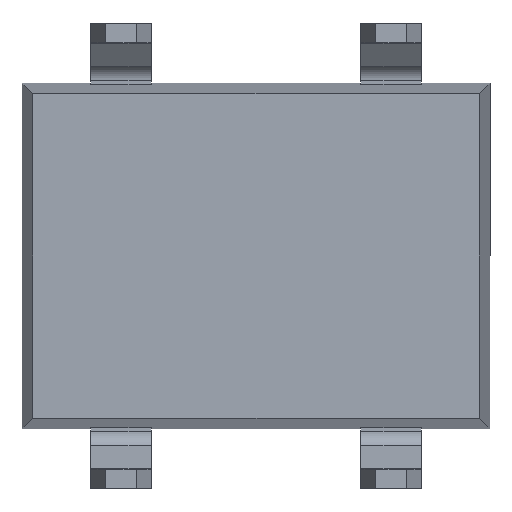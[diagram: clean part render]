
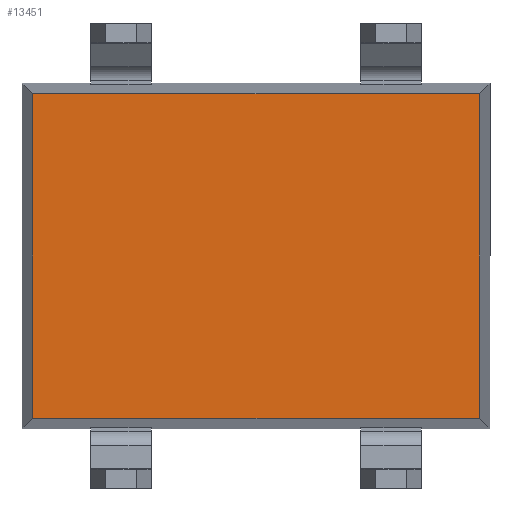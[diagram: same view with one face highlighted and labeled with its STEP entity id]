
A CAD part, front view. The second image highlights one B-rep face of the part: STEP entity #13451.
In plain terms, the highlighted planar face has unit normal (0, -1, 0).
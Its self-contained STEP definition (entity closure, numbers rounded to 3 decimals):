
#164 = DIRECTION ( 'NONE',  ( 0., 0., 1. ) ) ;
#205 = CARTESIAN_POINT ( 'NONE',  ( -1.657, 1.27, 0. ) ) ;
#382 = LINE ( 'NONE', #18456, #15360 ) ;
#2062 = EDGE_LOOP ( 'NONE', ( #17406, #14735, #9638, #17209 ) ) ;
#2978 = CARTESIAN_POINT ( 'NONE',  ( -1.657, 1.27, -7.238 ) ) ;
#3136 = VERTEX_POINT ( 'NONE', #2978 ) ;
#3322 = FACE_OUTER_BOUND ( 'NONE', #2062, .T. ) ;
#3741 = DIRECTION ( 'NONE',  ( 0., 1., 0. ) ) ;
#4325 = VERTEX_POINT ( 'NONE', #16761 ) ;
#4887 = LINE ( 'NONE', #14903, #17328 ) ;
#5090 = DIRECTION ( 'NONE',  ( 0., 0., 1. ) ) ;
#5210 = LINE ( 'NONE', #205, #14148 ) ;
#5291 = AXIS2_PLACEMENT_3D ( 'NONE', #11857, #3741, #164 ) ;
#6658 = VERTEX_POINT ( 'NONE', #13978 ) ;
#7015 = DIRECTION ( 'NONE',  ( -1., 0., 0. ) ) ;
#7070 = EDGE_CURVE ( 'NONE', #14697, #4325, #4887, .T. ) ;
#9638 = ORIENTED_EDGE ( 'NONE', *, *, #17103, .T. ) ;
#11802 = DIRECTION ( 'NONE',  ( 0., 0., -1. ) ) ;
#11816 = CARTESIAN_POINT ( 'NONE',  ( 6.737, 1.27, -7.238 ) ) ;
#11857 = CARTESIAN_POINT ( 'NONE',  ( 0., 1.27, 0. ) ) ;
#12362 = EDGE_CURVE ( 'NONE', #3136, #14697, #382, .T. ) ;
#13451 = ADVANCED_FACE ( 'NONE', ( #3322 ), #21365, .F. ) ;
#13978 = CARTESIAN_POINT ( 'NONE',  ( -1.657, 1.27, -1.144 ) ) ;
#14148 = VECTOR ( 'NONE', #11802, 1000. ) ;
#14697 = VERTEX_POINT ( 'NONE', #11816 ) ;
#14735 = ORIENTED_EDGE ( 'NONE', *, *, #18002, .T. ) ;
#14903 = CARTESIAN_POINT ( 'NONE',  ( 6.737, 1.27, 0. ) ) ;
#15067 = DIRECTION ( 'NONE',  ( 1., 0., 0. ) ) ;
#15360 = VECTOR ( 'NONE', #15067, 1000. ) ;
#16666 = CARTESIAN_POINT ( 'NONE',  ( 0., 1.27, -1.144 ) ) ;
#16761 = CARTESIAN_POINT ( 'NONE',  ( 6.737, 1.27, -1.144 ) ) ;
#17103 = EDGE_CURVE ( 'NONE', #6658, #3136, #5210, .T. ) ;
#17209 = ORIENTED_EDGE ( 'NONE', *, *, #12362, .T. ) ;
#17328 = VECTOR ( 'NONE', #5090, 1000. ) ;
#17406 = ORIENTED_EDGE ( 'NONE', *, *, #7070, .T. ) ;
#18002 = EDGE_CURVE ( 'NONE', #4325, #6658, #18707, .T. ) ;
#18456 = CARTESIAN_POINT ( 'NONE',  ( 0., 1.27, -7.238 ) ) ;
#18685 = VECTOR ( 'NONE', #7015, 1000. ) ;
#18707 = LINE ( 'NONE', #16666, #18685 ) ;
#21365 = PLANE ( 'NONE',  #5291 ) ;
